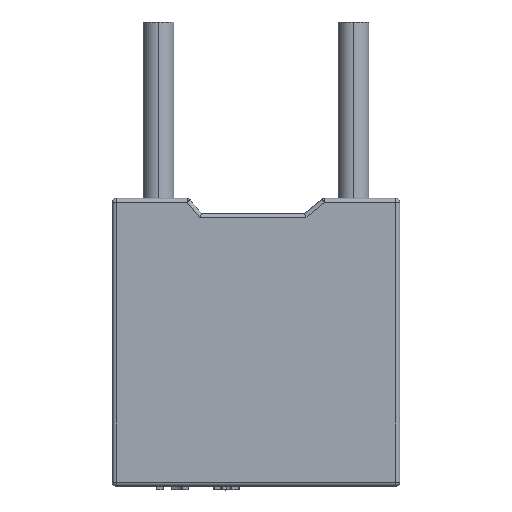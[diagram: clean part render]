
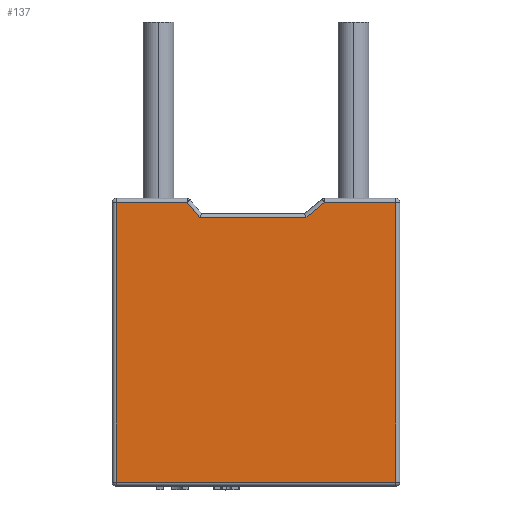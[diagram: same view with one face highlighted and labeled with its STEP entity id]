
A CAD part, top view. The second image highlights one B-rep face of the part: STEP entity #137.
In plain terms, the highlighted planar face has unit normal (0, 0, 1).
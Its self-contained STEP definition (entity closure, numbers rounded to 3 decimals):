
#77 = EDGE_CURVE ( 'NONE', #8551, #8571, #582, .T. ) ;
#82 = EDGE_CURVE ( 'NONE', #8566, #8551, #8007, .T. ) ;
#83 = EDGE_CURVE ( 'NONE', #8589, #8596, #8008, .T. ) ;
#86 = EDGE_CURVE ( 'NONE', #8559, #8566, #8011, .T. ) ;
#90 = EDGE_CURVE ( 'NONE', #8596, #8559, #8015, .T. ) ;
#137 = ADVANCED_FACE ( 'NONE', ( #2359 ), #5407, .T. ) ;
#156 = EDGE_CURVE ( 'NONE', #8581, #8589, #2399, .T. ) ;
#169 = EDGE_CURVE ( 'NONE', #8571, #856, #2420, .T. ) ;
#170 = EDGE_CURVE ( 'NONE', #856, #8581, #2421, .T. ) ;
#582 = LINE ( 'NONE', #7391, #3909 ) ;
#856 = VERTEX_POINT ( 'NONE', #6009 ) ;
#1172 = CARTESIAN_POINT ( 'NONE',  ( 3.65, -7.4, 1.25 ) ) ;
#1180 = CARTESIAN_POINT ( 'NONE',  ( -3.65, -0.1, 1.25 ) ) ;
#1187 = CARTESIAN_POINT ( 'NONE',  ( -3.65, -7.4, 1.25 ) ) ;
#1192 = CARTESIAN_POINT ( 'NONE',  ( 3.65, -0.1, 1.25 ) ) ;
#1202 = CARTESIAN_POINT ( 'NONE',  ( 1.303, -0.5, 1.25 ) ) ;
#1210 = CARTESIAN_POINT ( 'NONE',  ( -1.466, -0.5, 1.25 ) ) ;
#1575 = VECTOR ( 'NONE', #5534, 1000. ) ;
#1744 = CARTESIAN_POINT ( 'NONE',  ( -1.797, -0.1, 1.25 ) ) ;
#2359 = FACE_OUTER_BOUND ( 'NONE', #8821, .T. ) ;
#2399 = LINE ( 'NONE', #5489, #3585 ) ;
#2420 = LINE ( 'NONE', #5531, #8116 ) ;
#2421 = LINE ( 'NONE', #5533, #1575 ) ;
#3585 = VECTOR ( 'NONE', #5490, 1000. ) ;
#3909 = VECTOR ( 'NONE', #7392, 1000. ) ;
#5407 = PLANE ( 'NONE',  #6803 ) ;
#5408 = CARTESIAN_POINT ( 'NONE',  ( -3.75, -7.5, 1.25 ) ) ;
#5409 = DIRECTION ( 'NONE',  ( 0., 0., 1. ) ) ;
#5410 = DIRECTION ( 'NONE',  ( 1., 0., 0. ) ) ;
#5489 = CARTESIAN_POINT ( 'NONE',  ( -3.75, -0.5, 1.25 ) ) ;
#5490 = DIRECTION ( 'NONE',  ( -1., 0., 0. ) ) ;
#5531 = CARTESIAN_POINT ( 'NONE',  ( 1.75, -0.1, 1.25 ) ) ;
#5532 = DIRECTION ( 'NONE',  ( -1., 0., 0. ) ) ;
#5533 = CARTESIAN_POINT ( 'NONE',  ( 1.331, -0.477, 1.25 ) ) ;
#5534 = DIRECTION ( 'NONE',  ( -0.77, -0.638, 0. ) ) ;
#6009 = CARTESIAN_POINT ( 'NONE',  ( 1.786, -0.1, 1.25 ) ) ;
#6803 = AXIS2_PLACEMENT_3D ( 'NONE', #5408, #5409, #5410 ) ;
#7391 = CARTESIAN_POINT ( 'NONE',  ( 3.65, -7.5, 1.25 ) ) ;
#7392 = DIRECTION ( 'NONE',  ( 0., 1., 0. ) ) ;
#7418 = CARTESIAN_POINT ( 'NONE',  ( -3.75, -7.4, 1.25 ) ) ;
#7419 = DIRECTION ( 'NONE',  ( 1., 0., 0. ) ) ;
#7420 = CARTESIAN_POINT ( 'NONE',  ( -1.827, -0.064, 1.25 ) ) ;
#7421 = DIRECTION ( 'NONE',  ( -0.638, 0.77, 0. ) ) ;
#7426 = CARTESIAN_POINT ( 'NONE',  ( -3.65, -7.5, 1.25 ) ) ;
#7427 = DIRECTION ( 'NONE',  ( 0., -1., 0. ) ) ;
#7434 = CARTESIAN_POINT ( 'NONE',  ( -3.75, -0.1, 1.25 ) ) ;
#7435 = DIRECTION ( 'NONE',  ( -1., 0., 0. ) ) ;
#8007 = LINE ( 'NONE', #7418, #8516 ) ;
#8008 = LINE ( 'NONE', #7420, #8517 ) ;
#8011 = LINE ( 'NONE', #7426, #8521 ) ;
#8015 = LINE ( 'NONE', #7434, #8504 ) ;
#8116 = VECTOR ( 'NONE', #5532, 1000. ) ;
#8504 = VECTOR ( 'NONE', #7435, 1000. ) ;
#8516 = VECTOR ( 'NONE', #7419, 1000. ) ;
#8517 = VECTOR ( 'NONE', #7421, 1000. ) ;
#8521 = VECTOR ( 'NONE', #7427, 1000. ) ;
#8551 = VERTEX_POINT ( 'NONE', #1172 ) ;
#8559 = VERTEX_POINT ( 'NONE', #1180 ) ;
#8566 = VERTEX_POINT ( 'NONE', #1187 ) ;
#8571 = VERTEX_POINT ( 'NONE', #1192 ) ;
#8581 = VERTEX_POINT ( 'NONE', #1202 ) ;
#8589 = VERTEX_POINT ( 'NONE', #1210 ) ;
#8596 = VERTEX_POINT ( 'NONE', #1744 ) ;
#8793 = ORIENTED_EDGE ( 'NONE', *, *, #86, .T. ) ;
#8794 = ORIENTED_EDGE ( 'NONE', *, *, #90, .T. ) ;
#8796 = ORIENTED_EDGE ( 'NONE', *, *, #82, .T. ) ;
#8820 = ORIENTED_EDGE ( 'NONE', *, *, #169, .T. ) ;
#8821 = EDGE_LOOP ( 'NONE', ( #8794, #8793, #8796, #8840, #8820, #8878, #8862, #8823 ) ) ;
#8823 = ORIENTED_EDGE ( 'NONE', *, *, #83, .T. ) ;
#8840 = ORIENTED_EDGE ( 'NONE', *, *, #77, .T. ) ;
#8862 = ORIENTED_EDGE ( 'NONE', *, *, #156, .T. ) ;
#8878 = ORIENTED_EDGE ( 'NONE', *, *, #170, .T. ) ;
